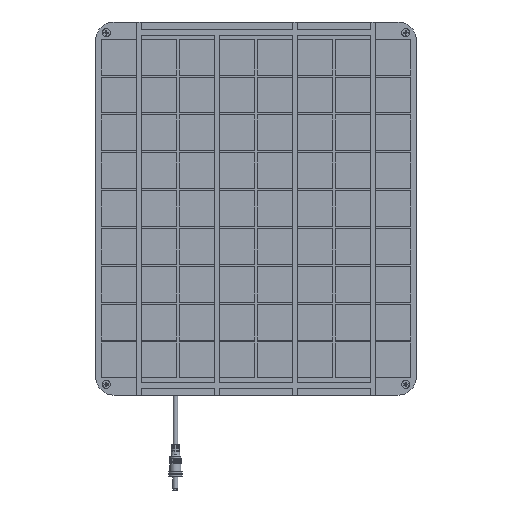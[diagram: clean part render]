
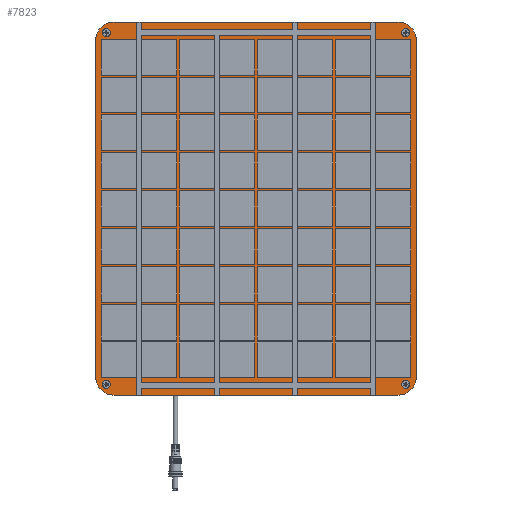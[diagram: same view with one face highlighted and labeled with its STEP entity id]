
A CAD part, front view. The second image highlights one B-rep face of the part: STEP entity #7823.
In plain terms, the highlighted planar face has unit normal (0, -1, 0).
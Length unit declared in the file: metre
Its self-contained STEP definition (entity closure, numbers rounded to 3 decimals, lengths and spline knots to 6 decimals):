
#183=CIRCLE('',#9023,0.0016);
#185=CIRCLE('',#9026,0.00125);
#187=CIRCLE('',#9029,0.00125);
#189=CIRCLE('',#9032,0.00125);
#191=CIRCLE('',#9035,0.00125);
#193=CIRCLE('',#9039,0.0127);
#194=CIRCLE('',#9040,0.0127);
#195=CIRCLE('',#9041,0.0127);
#196=CIRCLE('',#9042,0.0127);
#1317=ORIENTED_EDGE('',*,*,#3019,.T.);
#1318=ORIENTED_EDGE('',*,*,#3017,.F.);
#1319=ORIENTED_EDGE('',*,*,#3015,.T.);
#1320=ORIENTED_EDGE('',*,*,#3013,.F.);
#1321=ORIENTED_EDGE('',*,*,#3011,.F.);
#1322=ORIENTED_EDGE('',*,*,#3005,.T.);
#1323=ORIENTED_EDGE('',*,*,#3025,.T.);
#1324=ORIENTED_EDGE('',*,*,#3007,.F.);
#1325=ORIENTED_EDGE('',*,*,#3026,.T.);
#1326=ORIENTED_EDGE('',*,*,#3021,.F.);
#1327=ORIENTED_EDGE('',*,*,#3027,.T.);
#1328=ORIENTED_EDGE('',*,*,#2999,.T.);
#1329=ORIENTED_EDGE('',*,*,#3028,.T.);
#2999=EDGE_CURVE('',#3909,#3910,#4643,.T.);
#3005=EDGE_CURVE('',#3916,#3915,#4649,.T.);
#3007=EDGE_CURVE('',#3917,#3918,#4651,.T.);
#3011=EDGE_CURVE('',#3921,#3921,#183,.T.);
#3013=EDGE_CURVE('',#3923,#3923,#185,.T.);
#3015=EDGE_CURVE('',#3925,#3925,#187,.T.);
#3017=EDGE_CURVE('',#3927,#3927,#189,.T.);
#3019=EDGE_CURVE('',#3929,#3929,#191,.T.);
#3021=EDGE_CURVE('',#3931,#3932,#4655,.T.);
#3025=EDGE_CURVE('',#3915,#3918,#193,.T.);
#3026=EDGE_CURVE('',#3917,#3932,#194,.T.);
#3027=EDGE_CURVE('',#3931,#3909,#195,.T.);
#3028=EDGE_CURVE('',#3910,#3916,#196,.T.);
#3909=VERTEX_POINT('',#12594);
#3910=VERTEX_POINT('',#12595);
#3915=VERTEX_POINT('',#12606);
#3916=VERTEX_POINT('',#12608);
#3917=VERTEX_POINT('',#12612);
#3918=VERTEX_POINT('',#12613);
#3921=VERTEX_POINT('',#12621);
#3923=VERTEX_POINT('',#12626);
#3925=VERTEX_POINT('',#12631);
#3927=VERTEX_POINT('',#12636);
#3929=VERTEX_POINT('',#12641);
#3931=VERTEX_POINT('',#12646);
#3932=VERTEX_POINT('',#12647);
#4643=LINE('',#12593,#5467);
#4649=LINE('',#12607,#5473);
#4651=LINE('',#12611,#5475);
#4655=LINE('',#12645,#5479);
#5467=VECTOR('',#10224,1.);
#5473=VECTOR('',#10232,1.);
#5475=VECTOR('',#10236,1.);
#5479=VECTOR('',#10272,1.);
#6207=EDGE_LOOP('',(#1317));
#6208=EDGE_LOOP('',(#1318));
#6209=EDGE_LOOP('',(#1319));
#6210=EDGE_LOOP('',(#1320));
#6211=EDGE_LOOP('',(#1321));
#6212=EDGE_LOOP('',(#1322,#1323,#1324,#1325,#1326,#1327,#1328,#1329));
#6815=FACE_BOUND('',#6207,.T.);
#6816=FACE_BOUND('',#6208,.T.);
#6817=FACE_BOUND('',#6209,.T.);
#6818=FACE_BOUND('',#6210,.T.);
#6819=FACE_BOUND('',#6211,.T.);
#6820=FACE_BOUND('',#6212,.T.);
#7363=PLANE('',#9038);
#7823=ADVANCED_FACE('',(#6815,#6816,#6817,#6818,#6819,#6820),#7363,.T.);
#9023=AXIS2_PLACEMENT_3D('',#12620,#10242,#10243);
#9026=AXIS2_PLACEMENT_3D('',#12625,#10248,#10249);
#9029=AXIS2_PLACEMENT_3D('',#12630,#10254,#10255);
#9032=AXIS2_PLACEMENT_3D('',#12635,#10260,#10261);
#9035=AXIS2_PLACEMENT_3D('',#12640,#10266,#10267);
#9038=AXIS2_PLACEMENT_3D('',#12653,#10276,#10277);
#9039=AXIS2_PLACEMENT_3D('',#12654,#10278,#10279);
#9040=AXIS2_PLACEMENT_3D('',#12655,#10280,#10281);
#9041=AXIS2_PLACEMENT_3D('',#12656,#10282,#10283);
#9042=AXIS2_PLACEMENT_3D('',#12657,#10284,#10285);
#10224=DIRECTION('',(-1.,0.,0.));
#10232=DIRECTION('',(0.,0.,-1.));
#10236=DIRECTION('',(-1.,0.,0.));
#10242=DIRECTION('',(0.,-1.,0.));
#10243=DIRECTION('',(0.,0.,-1.));
#10248=DIRECTION('',(0.,-1.,0.));
#10249=DIRECTION('',(0.,0.,-1.));
#10254=DIRECTION('',(0.,1.,0.));
#10255=DIRECTION('',(0.,0.,-1.));
#10260=DIRECTION('',(0.,-1.,0.));
#10261=DIRECTION('',(0.,0.,-1.));
#10266=DIRECTION('',(0.,1.,0.));
#10267=DIRECTION('',(0.,0.,-1.));
#10272=DIRECTION('',(0.,0.,-1.));
#10276=DIRECTION('',(0.,-1.,0.));
#10277=DIRECTION('',(1.,0.,0.));
#10278=DIRECTION('',(0.,-1.,0.));
#10279=DIRECTION('',(0.,0.,-1.));
#10280=DIRECTION('',(0.,-1.,0.));
#10281=DIRECTION('',(0.,0.,-1.));
#10282=DIRECTION('',(0.,-1.,0.));
#10283=DIRECTION('',(0.,0.,-1.));
#10284=DIRECTION('',(0.,-1.,0.));
#10285=DIRECTION('',(0.,0.,-1.));
#12593=CARTESIAN_POINT('',(0.,-0.003,0.1285));
#12594=CARTESIAN_POINT('',(0.0978,-0.003,0.1285));
#12595=CARTESIAN_POINT('',(-0.0978,-0.003,0.1285));
#12606=CARTESIAN_POINT('',(-0.1105,-0.003,-0.1158));
#12607=CARTESIAN_POINT('',(-0.1105,-0.003,0.));
#12608=CARTESIAN_POINT('',(-0.1105,-0.003,0.1158));
#12611=CARTESIAN_POINT('',(0.,-0.003,-0.1285));
#12612=CARTESIAN_POINT('',(0.0978,-0.003,-0.1285));
#12613=CARTESIAN_POINT('',(-0.0978,-0.003,-0.1285));
#12620=CARTESIAN_POINT('',(-0.0555,-0.003,0.1215));
#12621=CARTESIAN_POINT('',(-0.0555,-0.003,0.1199));
#12625=CARTESIAN_POINT('',(-0.1031,-0.003,0.1211));
#12626=CARTESIAN_POINT('',(-0.1031,-0.003,0.11985));
#12630=CARTESIAN_POINT('',(-0.1031,-0.003,-0.1211));
#12631=CARTESIAN_POINT('',(-0.1031,-0.003,-0.12235));
#12635=CARTESIAN_POINT('',(0.1031,-0.003,-0.1211));
#12636=CARTESIAN_POINT('',(0.1031,-0.003,-0.12235));
#12640=CARTESIAN_POINT('',(0.1031,-0.003,0.1211));
#12641=CARTESIAN_POINT('',(0.1031,-0.003,0.11985));
#12645=CARTESIAN_POINT('',(0.1105,-0.003,0.));
#12646=CARTESIAN_POINT('',(0.1105,-0.003,0.1158));
#12647=CARTESIAN_POINT('',(0.1105,-0.003,-0.1158));
#12653=CARTESIAN_POINT('',(0.,-0.003,0.));
#12654=CARTESIAN_POINT('',(-0.0978,-0.003,-0.1158));
#12655=CARTESIAN_POINT('',(0.0978,-0.003,-0.1158));
#12656=CARTESIAN_POINT('',(0.0978,-0.003,0.1158));
#12657=CARTESIAN_POINT('',(-0.0978,-0.003,0.1158));
